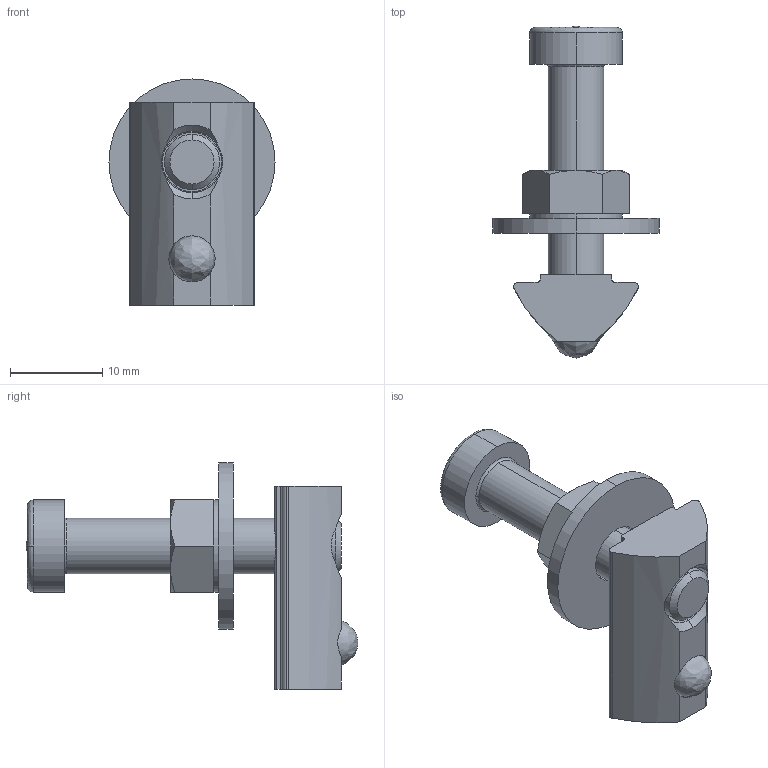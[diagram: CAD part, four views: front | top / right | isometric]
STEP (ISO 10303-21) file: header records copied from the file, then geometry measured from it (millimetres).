
FILE_DESCRIPTION (( 'STEP AP203' ), '1' );
FILE_NAME ('282311602_c_1.STEP', '2023-04-14T03:32:19', ( '' ), ( '' ), 'SwSTEP 2.0', 'SolidWorks 2014', '' );
FILE_SCHEMA (( 'CONFIG_CONTROL_DESIGN' ));
Length unit declared in the file: millimetre
Products named in the file (1): 282311602_c_1
Bounding box: 18 x 35.95 x 24.5 mm (x, y, z)
Volume: 3099.8 mm3; surface area: 2571.1 mm2
Topology: 2 solids, 2 shells, 89 faces, 221 edges, 135 vertices
Faces by surface type: plane 42, cylinder 25, cone 15, bspline 7
Entity records: 2910 total; most frequent: CARTESIAN_POINT 753, DIRECTION 446, ORIENTED_EDGE 430, EDGE_CURVE 215, AXIS2_PLACEMENT_3D 174, VERTEX_POINT 135, VECTOR 98, LINE 98
